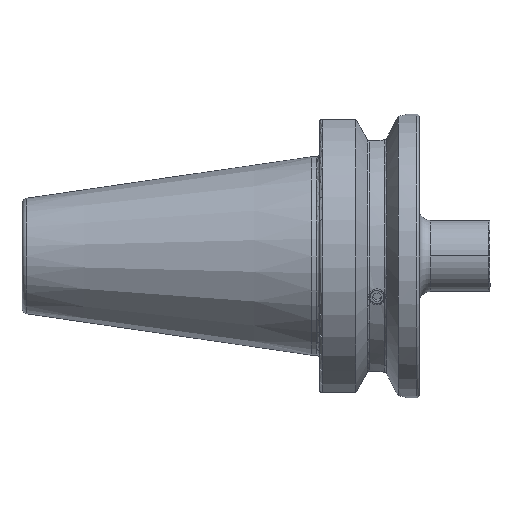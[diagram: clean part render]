
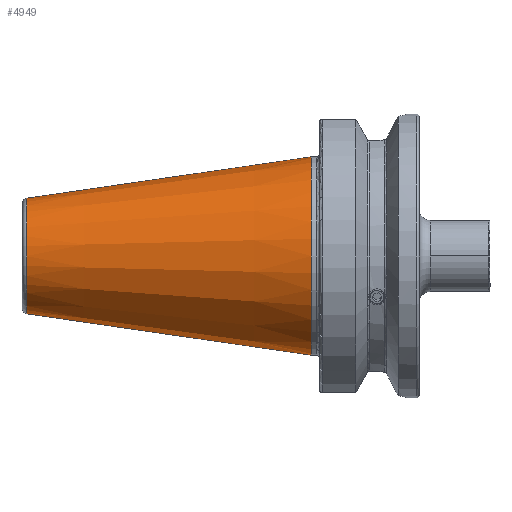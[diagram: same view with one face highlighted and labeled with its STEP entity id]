
A CAD part, front view. The second image highlights one B-rep face of the part: STEP entity #4949.
In plain terms, the highlighted conical face has half-angle 8.297 degrees and reference radius 34.925 mm.
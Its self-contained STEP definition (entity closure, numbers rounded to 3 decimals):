
#31 = DIRECTION ( 'NONE',  ( 0., 0., 1. ) ) ;
#63 = VERTEX_POINT ( 'NONE', #2281 ) ;
#162 = DIRECTION ( 'NONE',  ( 0., 0., 1. ) ) ;
#325 = CARTESIAN_POINT ( 'NONE',  ( 0., 0., 34.925 ) ) ;
#344 = CARTESIAN_POINT ( 'NONE',  ( -100.089, 0., 20.329 ) ) ;
#361 = AXIS2_PLACEMENT_3D ( 'NONE', #6107, #3145, #162 ) ;
#371 = DIRECTION ( 'NONE',  ( 1., 0., 0. ) ) ;
#780 = CARTESIAN_POINT ( 'NONE',  ( 0., 0., -34.925 ) ) ;
#1760 = ORIENTED_EDGE ( 'NONE', *, *, #6170, .T. ) ;
#1785 = FACE_OUTER_BOUND ( 'NONE', #3013, .T. ) ;
#2281 = CARTESIAN_POINT ( 'NONE',  ( -100.089, 0., -20.329 ) ) ;
#2954 = VERTEX_POINT ( 'NONE', #6069 ) ;
#2967 = AXIS2_PLACEMENT_3D ( 'NONE', #5978, #3003, #31 ) ;
#2978 = VECTOR ( 'NONE', #3773, 1000. ) ;
#3003 = DIRECTION ( 'NONE',  ( -1., 0., 0. ) ) ;
#3013 = EDGE_LOOP ( 'NONE', ( #5731, #3095, #1760, #4240 ) ) ;
#3095 = ORIENTED_EDGE ( 'NONE', *, *, #5404, .F. ) ;
#3145 = DIRECTION ( 'NONE',  ( -1., 0., 0. ) ) ;
#3212 = VECTOR ( 'NONE', #4325, 1000. ) ;
#3336 = CARTESIAN_POINT ( 'NONE',  ( 0., 0., 0. ) ) ;
#3667 = EDGE_CURVE ( 'NONE', #4883, #2954, #4179, .T. ) ;
#3773 = DIRECTION ( 'NONE',  ( 0.99, 0., 0.144 ) ) ;
#3821 = DIRECTION ( 'NONE',  ( 0., 0., -1. ) ) ;
#4021 = CIRCLE ( 'NONE', #361, 20.329 ) ;
#4134 = LINE ( 'NONE', #325, #2978 ) ;
#4179 = CIRCLE ( 'NONE', #2967, 34.925 ) ;
#4237 = AXIS2_PLACEMENT_3D ( 'NONE', #3336, #371, #3821 ) ;
#4240 = ORIENTED_EDGE ( 'NONE', *, *, #3667, .T. ) ;
#4325 = DIRECTION ( 'NONE',  ( 0.99, 0., -0.144 ) ) ;
#4661 = LINE ( 'NONE', #6313, #3212 ) ;
#4883 = VERTEX_POINT ( 'NONE', #780 ) ;
#4949 = ADVANCED_FACE ( 'NONE', ( #1785 ), #5281, .T. ) ;
#5281 = CONICAL_SURFACE ( 'NONE', #4237, 34.925, 0.145 ) ;
#5404 = EDGE_CURVE ( 'NONE', #63, #6096, #4021, .T. ) ;
#5731 = ORIENTED_EDGE ( 'NONE', *, *, #5959, .F. ) ;
#5959 = EDGE_CURVE ( 'NONE', #6096, #2954, #4134, .T. ) ;
#5978 = CARTESIAN_POINT ( 'NONE',  ( 0., 0., 0. ) ) ;
#6069 = CARTESIAN_POINT ( 'NONE',  ( 0., 0., 34.925 ) ) ;
#6096 = VERTEX_POINT ( 'NONE', #344 ) ;
#6107 = CARTESIAN_POINT ( 'NONE',  ( -100.089, 0., 0. ) ) ;
#6170 = EDGE_CURVE ( 'NONE', #63, #4883, #4661, .T. ) ;
#6313 = CARTESIAN_POINT ( 'NONE',  ( 0., 0., -34.925 ) ) ;
